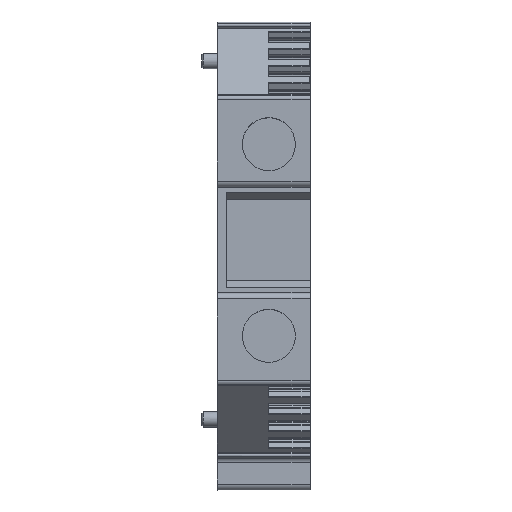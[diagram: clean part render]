
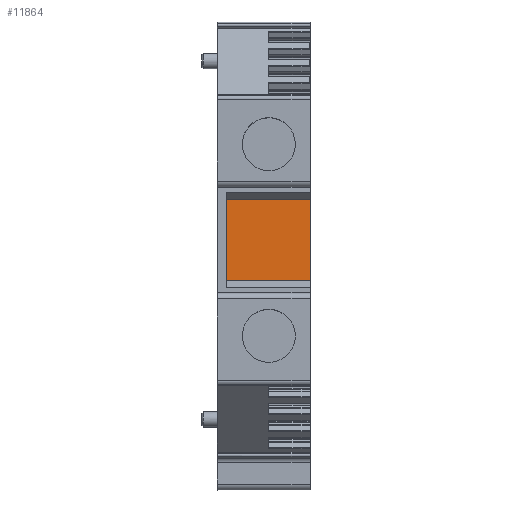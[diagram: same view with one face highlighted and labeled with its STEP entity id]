
A CAD part, top view. The second image highlights one B-rep face of the part: STEP entity #11864.
In plain terms, the highlighted planar face has unit normal (0, 0, 1).
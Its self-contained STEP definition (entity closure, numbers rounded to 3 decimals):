
#11851=AXIS2_PLACEMENT_3D('Plane Axis2P3D',#11848,#11849,#11850) ;
#7134=CARTESIAN_POINT('Vertex',(13.9,37.225,36.15)) ;
#7137=CARTESIAN_POINT('Line Origine',(13.9,32.,36.15)) ;
#7141=CARTESIAN_POINT('Vertex',(13.9,26.775,36.15)) ;
#8671=CARTESIAN_POINT('Vertex',(3.1,26.775,36.15)) ;
#8674=CARTESIAN_POINT('Line Origine',(3.1,32.,36.15)) ;
#8678=CARTESIAN_POINT('Vertex',(3.1,37.225,36.15)) ;
#11835=CARTESIAN_POINT('Line Origine',(8.5,37.225,36.15)) ;
#11848=CARTESIAN_POINT('Axis2P3D Location',(13.9,26.775,36.15)) ;
#11853=CARTESIAN_POINT('Line Origine',(8.5,26.775,36.15)) ;
#7138=DIRECTION('Vector Direction',(0.,1.,0.)) ;
#8675=DIRECTION('Vector Direction',(0.,1.,0.)) ;
#11836=DIRECTION('Vector Direction',(-1.,0.,0.)) ;
#11849=DIRECTION('Axis2P3D Direction',(0.,0.,1.)) ;
#11850=DIRECTION('Axis2P3D XDirection',(0.,1.,0.)) ;
#11854=DIRECTION('Vector Direction',(-1.,0.,0.)) ;
#7139=VECTOR('Line Direction',#7138,1.) ;
#8676=VECTOR('Line Direction',#8675,1.) ;
#11837=VECTOR('Line Direction',#11836,1.) ;
#11855=VECTOR('Line Direction',#11854,1.) ;
#11859=ORIENTED_EDGE('',*,*,#11857,.F.) ;
#11860=ORIENTED_EDGE('',*,*,#7143,.F.) ;
#11861=ORIENTED_EDGE('',*,*,#11839,.T.) ;
#11862=ORIENTED_EDGE('',*,*,#8680,.F.) ;
#11864=ADVANCED_FACE('KLTR',(#11863),#11852,.T.) ;
#7143=EDGE_CURVE('',#7135,#7142,#7140,.F.) ;
#8680=EDGE_CURVE('',#8672,#8679,#8677,.T.) ;
#11839=EDGE_CURVE('',#7135,#8679,#11838,.T.) ;
#11857=EDGE_CURVE('',#7142,#8672,#11856,.T.) ;
#11858=EDGE_LOOP('',(#11859,#11860,#11861,#11862)) ;
#11863=FACE_OUTER_BOUND('',#11858,.T.) ;
#7140=LINE('Line',#7137,#7139) ;
#8677=LINE('Line',#8674,#8676) ;
#11838=LINE('Line',#11835,#11837) ;
#11856=LINE('Line',#11853,#11855) ;
#11852=PLANE('',#11851) ;
#7135=VERTEX_POINT('',#7134) ;
#7142=VERTEX_POINT('',#7141) ;
#8672=VERTEX_POINT('',#8671) ;
#8679=VERTEX_POINT('',#8678) ;
